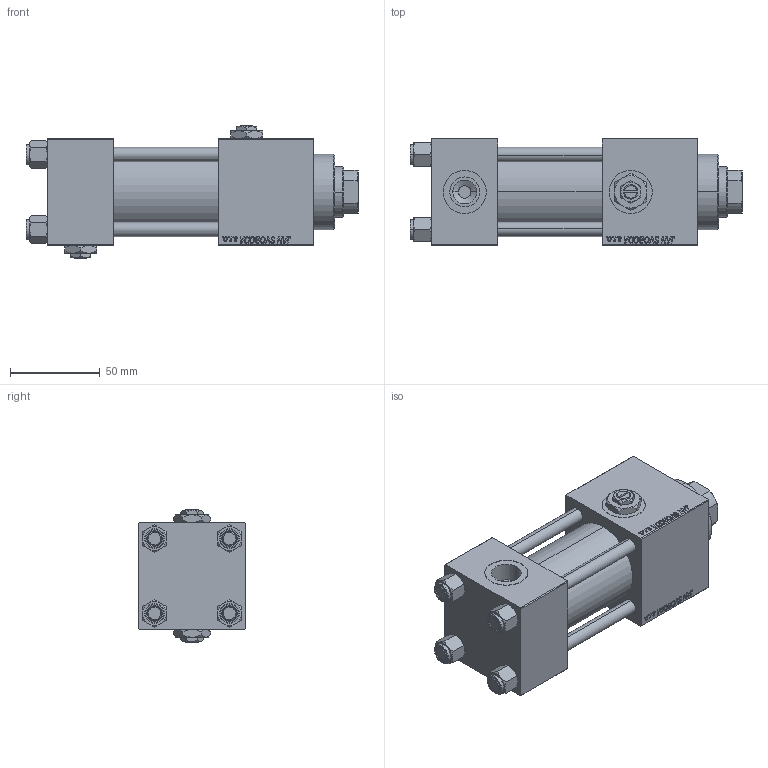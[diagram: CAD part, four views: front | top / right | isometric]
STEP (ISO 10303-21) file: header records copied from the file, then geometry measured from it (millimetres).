
FILE_DESCRIPTION (( 'STEP AP203' ), '1' );
FILE_NAME ('14ce.STEP', '2023-11-17T16:18:53', ( '' ), ( '' ), 'SwSTEP 2.0', 'SolidWorks 2019', '' );
FILE_SCHEMA (( 'CONFIG_CONTROL_DESIGN' ));
Length unit declared in the file: millimetre
Products named in the file (7): V215_VC_A 4432dd02aa60987f62f444405c47904f; V215CR_VCP_C 4432dd02aa60987f62f444405c47904f; Zatka_pro_OIL_PORT 4432dd02aa60987f62f444405c47904f; V215CR_C_Body 4432dd02aa60987f62f444405c47904f; 14ce; V215CR_C_TYCINKA 4432dd02aa60987f62f444405c47904f; NUT_M5_C 4432dd02aa60987f62f444405c47904f
Assembly tree (13 placements, depth 2):
  14ce
    V215CR_C_Body 4432dd02aa60987f62f444405c47904f
    V215CR_VCP_C 4432dd02aa60987f62f444405c47904f
    NUT_M5_C 4432dd02aa60987f62f444405c47904f  x4
    V215CR_C_TYCINKA 4432dd02aa60987f62f444405c47904f  x4
    V215_VC_A 4432dd02aa60987f62f444405c47904f
    Zatka_pro_OIL_PORT 4432dd02aa60987f62f444405c47904f  x2
Bounding box: 185 x 60 x 74 mm (x, y, z)
Volume: 420936.7 mm3; surface area: 114350.5 mm2
Topology: 13 solids, 13 shells, 1250 faces, 3110 edges, 2007 vertices
Faces by surface type: plane 574, bspline 392, cone 178, cylinder 98, torus 8
Entity records: 52279 total; most frequent: CARTESIAN_POINT 27746, ORIENTED_EDGE 5520, DIRECTION 3554, EDGE_CURVE 2760, VERTEX_POINT 1805, VECTOR 1640, LINE 1640, EDGE_LOOP 1223
